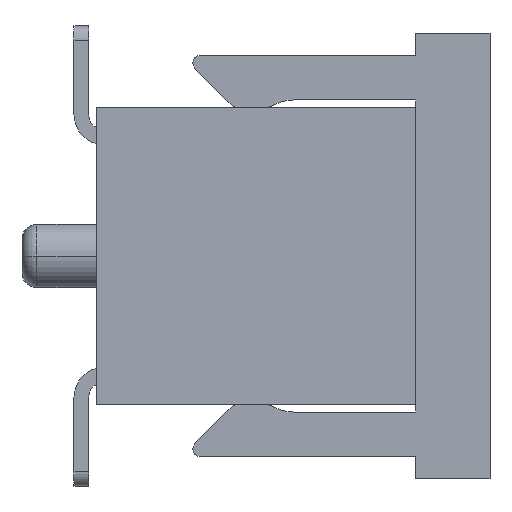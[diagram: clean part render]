
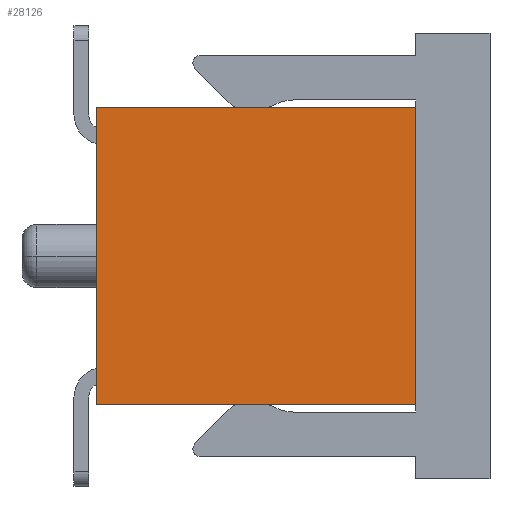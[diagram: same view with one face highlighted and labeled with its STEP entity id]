
A CAD part, left-side view. The second image highlights one B-rep face of the part: STEP entity #28126.
In plain terms, the highlighted planar face has unit normal (-1, 0, 0).
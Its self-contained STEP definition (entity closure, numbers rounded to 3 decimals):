
#819=CARTESIAN_POINT('',(10.,-0.05,-4.));
#820=VERTEX_POINT('',#819);
#828=CARTESIAN_POINT('',(10.,-0.05,0.));
#829=VERTEX_POINT('',#828);
#836=CARTESIAN_POINT('',(10.,-0.05,0.));
#837=DIRECTION('',(0.,0.,-1.));
#838=VECTOR('',#837,4.);
#839=LINE('',#836,#838);
#840=EDGE_CURVE('',#829,#820,#839,.T.);
#28037=CARTESIAN_POINT('',(10.,4.25,0.));
#28038=VERTEX_POINT('',#28037);
#28047=CARTESIAN_POINT('',(10.,4.25,0.));
#28048=DIRECTION('',(0.,-1.,0.));
#28049=VECTOR('',#28048,4.3);
#28050=LINE('',#28047,#28049);
#28051=EDGE_CURVE('',#28038,#829,#28050,.T.);
#28078=CARTESIAN_POINT('',(10.,4.25,-4.));
#28079=VERTEX_POINT('',#28078);
#28095=CARTESIAN_POINT('',(10.,4.25,-4.));
#28096=DIRECTION('',(0.,-1.,0.));
#28097=VECTOR('',#28096,4.3);
#28098=LINE('',#28095,#28097);
#28099=EDGE_CURVE('',#28079,#820,#28098,.T.);
#28110=CARTESIAN_POINT('',(10.,0.05,-4.));
#28111=DIRECTION('',(0.,0.,1.));
#28112=DIRECTION('',(-1.,0.,0.));
#28113=AXIS2_PLACEMENT_3D('',#28110,#28112,#28111);
#28114=PLANE('',#28113);
#28115=CARTESIAN_POINT('',(10.,4.25,-4.));
#28116=DIRECTION('',(0.,0.,1.));
#28117=VECTOR('',#28116,4.);
#28118=LINE('',#28115,#28117);
#28119=EDGE_CURVE('',#28079,#28038,#28118,.T.);
#28120=ORIENTED_EDGE('',*,*,#28119,.F.);
#28121=ORIENTED_EDGE('',*,*,#28099,.T.);
#28122=ORIENTED_EDGE('',*,*,#840,.F.);
#28123=ORIENTED_EDGE('',*,*,#28051,.F.);
#28124=EDGE_LOOP('',(#28120,#28121,#28122,#28123));
#28125=FACE_OUTER_BOUND('',#28124,.T.);
#28126=ADVANCED_FACE('',(#28125),#28114,.T.);
